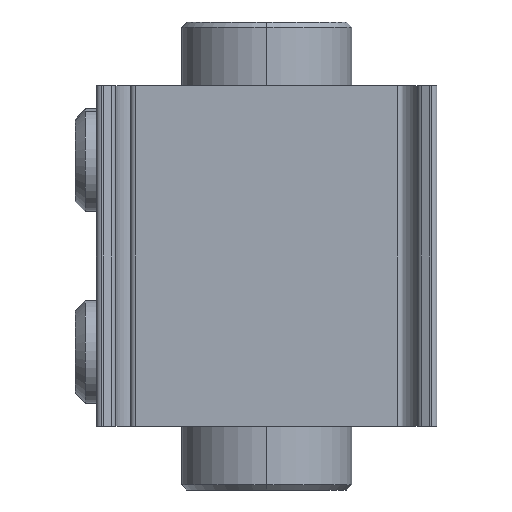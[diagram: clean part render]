
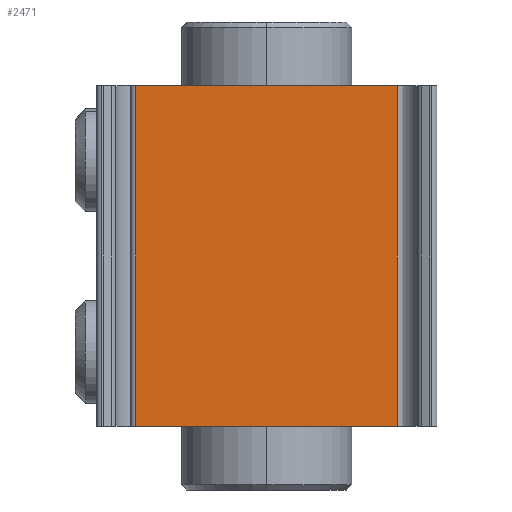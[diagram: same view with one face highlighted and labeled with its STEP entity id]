
A CAD part, left-side view. The second image highlights one B-rep face of the part: STEP entity #2471.
In plain terms, the highlighted planar face has unit normal (-1, 0, 0).
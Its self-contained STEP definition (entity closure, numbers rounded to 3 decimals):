
#137 = LINE ( 'NONE', #2739, #2648 ) ;
#255 = DIRECTION ( 'NONE',  ( 0., 1., 0. ) ) ;
#297 = ORIENTED_EDGE ( 'NONE', *, *, #2024, .T. ) ;
#522 = EDGE_LOOP ( 'NONE', ( #297, #1094, #3067, #3508 ) ) ;
#638 = LINE ( 'NONE', #3974, #3874 ) ;
#1094 = ORIENTED_EDGE ( 'NONE', *, *, #3740, .T. ) ;
#1157 = DIRECTION ( 'NONE',  ( 1., 0., 0. ) ) ;
#1264 = VECTOR ( 'NONE', #2263, 1000. ) ;
#1300 = VECTOR ( 'NONE', #2090, 1000. ) ;
#1528 = EDGE_CURVE ( 'NONE', #2800, #3770, #638, .T. ) ;
#1775 = CARTESIAN_POINT ( 'NONE',  ( -28.027, -13.425, 40.912 ) ) ;
#1785 = CARTESIAN_POINT ( 'NONE',  ( -28.027, -1.131, 40.912 ) ) ;
#2024 = EDGE_CURVE ( 'NONE', #3671, #3634, #137, .T. ) ;
#2090 = DIRECTION ( 'NONE',  ( 0., 0., -1. ) ) ;
#2115 = CARTESIAN_POINT ( 'NONE',  ( -28.027, -1.131, 6.512 ) ) ;
#2263 = DIRECTION ( 'NONE',  ( 0., 0., -1. ) ) ;
#2471 = ADVANCED_FACE ( 'NONE', ( #3701 ), #3292, .F. ) ;
#2648 = VECTOR ( 'NONE', #3572, 1000. ) ;
#2739 = CARTESIAN_POINT ( 'NONE',  ( -28.027, -15.278, 22.512 ) ) ;
#2800 = VERTEX_POINT ( 'NONE', #3863 ) ;
#2854 = EDGE_CURVE ( 'NONE', #3671, #2800, #3559, .T. ) ;
#3067 = ORIENTED_EDGE ( 'NONE', *, *, #1528, .F. ) ;
#3216 = CARTESIAN_POINT ( 'NONE',  ( -28.027, -13.425, 40.912 ) ) ;
#3251 = CARTESIAN_POINT ( 'NONE',  ( -28.027, -1.131, 22.512 ) ) ;
#3292 = PLANE ( 'NONE',  #3822 ) ;
#3508 = ORIENTED_EDGE ( 'NONE', *, *, #2854, .F. ) ;
#3559 = LINE ( 'NONE', #3216, #1264 ) ;
#3572 = DIRECTION ( 'NONE',  ( 0., 1., 0. ) ) ;
#3590 = DIRECTION ( 'NONE',  ( 0., 1., 0. ) ) ;
#3634 = VERTEX_POINT ( 'NONE', #3251 ) ;
#3671 = VERTEX_POINT ( 'NONE', #3861 ) ;
#3701 = FACE_OUTER_BOUND ( 'NONE', #522, .T. ) ;
#3740 = EDGE_CURVE ( 'NONE', #3634, #3770, #3746, .T. ) ;
#3746 = LINE ( 'NONE', #1785, #1300 ) ;
#3770 = VERTEX_POINT ( 'NONE', #2115 ) ;
#3822 = AXIS2_PLACEMENT_3D ( 'NONE', #1775, #1157, #3590 ) ;
#3861 = CARTESIAN_POINT ( 'NONE',  ( -28.027, -13.425, 22.512 ) ) ;
#3863 = CARTESIAN_POINT ( 'NONE',  ( -28.027, -13.425, 6.512 ) ) ;
#3874 = VECTOR ( 'NONE', #255, 1000. ) ;
#3974 = CARTESIAN_POINT ( 'NONE',  ( -28.027, -15.278, 6.512 ) ) ;
